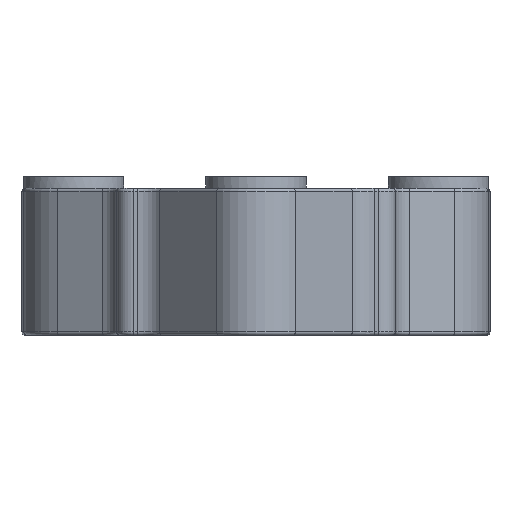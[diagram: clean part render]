
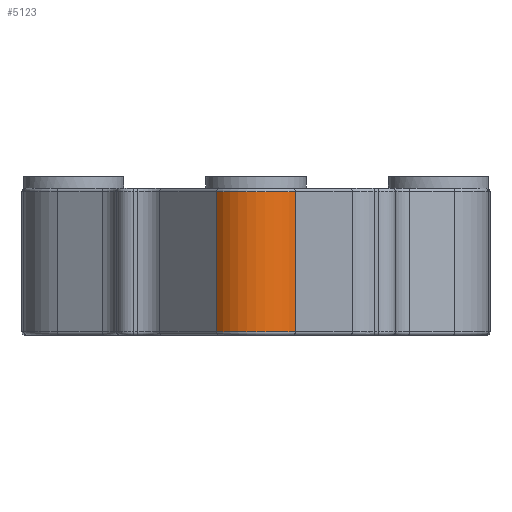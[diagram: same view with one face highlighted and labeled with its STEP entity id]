
A CAD part, front view. The second image highlights one B-rep face of the part: STEP entity #5123.
In plain terms, the highlighted cylindrical face has radius 4.5 mm (diameter 9 mm), a partial arc.
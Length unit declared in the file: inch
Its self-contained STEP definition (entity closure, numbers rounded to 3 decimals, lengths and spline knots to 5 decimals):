
#99 = EDGE_CURVE ( 'NONE', #4135, #3203, #1891, .T. ) ;
#412 = EDGE_CURVE ( 'NONE', #1875, #4135, #3855, .T. ) ;
#488 = DIRECTION ( 'NONE',  ( 0., 0., -1. ) ) ;
#570 = ORIENTED_EDGE ( 'NONE', *, *, #412, .F. ) ;
#857 = CARTESIAN_POINT ( 'NONE',  ( -0.13572, -1.00364, -0.49606 ) ) ;
#1137 = DIRECTION ( 'NONE',  ( -0.766, -0.643, 0. ) ) ;
#1183 = CARTESIAN_POINT ( 'NONE',  ( -0.13572, -1.00364, -0.01181 ) ) ;
#1204 = CARTESIAN_POINT ( 'NONE',  ( 0., -0.88976, -0.49606 ) ) ;
#1390 = CARTESIAN_POINT ( 'NONE',  ( 0.13572, -1.00364, -0.49606 ) ) ;
#1875 = VERTEX_POINT ( 'NONE', #1390 ) ;
#1891 = LINE ( 'NONE', #4402, #3639 ) ;
#1936 = CYLINDRICAL_SURFACE ( 'NONE', #4091, 0.17717 ) ;
#1995 = CARTESIAN_POINT ( 'NONE',  ( 0., -0.88976, -1.30422 ) ) ;
#2113 = CIRCLE ( 'NONE', #2433, 0.17717 ) ;
#2299 = VECTOR ( 'NONE', #4828, 39.37008 ) ;
#2433 = AXIS2_PLACEMENT_3D ( 'NONE', #5356, #2835, #2896 ) ;
#2835 = DIRECTION ( 'NONE',  ( 0., 0., -1. ) ) ;
#2873 = ORIENTED_EDGE ( 'NONE', *, *, #4398, .T. ) ;
#2896 = DIRECTION ( 'NONE',  ( 1., 0., 0. ) ) ;
#3203 = VERTEX_POINT ( 'NONE', #1183 ) ;
#3305 = CARTESIAN_POINT ( 'NONE',  ( 0.13572, -1.00364, -1.30422 ) ) ;
#3639 = VECTOR ( 'NONE', #4371, 39.37008 ) ;
#3837 = LINE ( 'NONE', #3305, #2299 ) ;
#3848 = AXIS2_PLACEMENT_3D ( 'NONE', #1204, #488, #1137 ) ;
#3855 = CIRCLE ( 'NONE', #3848, 0.17717 ) ;
#3885 = DIRECTION ( 'NONE',  ( 0., 0., 1. ) ) ;
#3957 = DIRECTION ( 'NONE',  ( 1., 0., 0. ) ) ;
#4091 = AXIS2_PLACEMENT_3D ( 'NONE', #1995, #3885, #3957 ) ;
#4135 = VERTEX_POINT ( 'NONE', #857 ) ;
#4371 = DIRECTION ( 'NONE',  ( 0., 0., 1. ) ) ;
#4398 = EDGE_CURVE ( 'NONE', #5946, #3203, #2113, .T. ) ;
#4402 = CARTESIAN_POINT ( 'NONE',  ( -0.13572, -1.00364, -1.30422 ) ) ;
#4480 = EDGE_LOOP ( 'NONE', ( #4870, #570, #5759, #2873 ) ) ;
#4652 = CARTESIAN_POINT ( 'NONE',  ( 0.13572, -1.00364, -0.01181 ) ) ;
#4828 = DIRECTION ( 'NONE',  ( 0., 0., 1. ) ) ;
#4870 = ORIENTED_EDGE ( 'NONE', *, *, #99, .F. ) ;
#5123 = ADVANCED_FACE ( 'NONE', ( #6472 ), #1936, .T. ) ;
#5312 = EDGE_CURVE ( 'NONE', #1875, #5946, #3837, .T. ) ;
#5356 = CARTESIAN_POINT ( 'NONE',  ( 0., -0.88976, -0.01181 ) ) ;
#5759 = ORIENTED_EDGE ( 'NONE', *, *, #5312, .T. ) ;
#5946 = VERTEX_POINT ( 'NONE', #4652 ) ;
#6472 = FACE_OUTER_BOUND ( 'NONE', #4480, .T. ) ;
